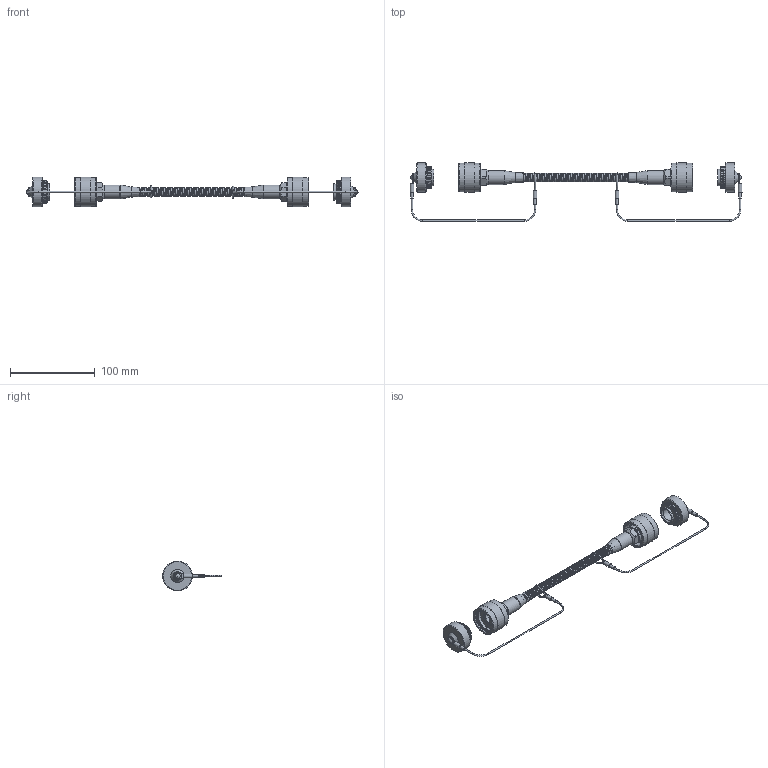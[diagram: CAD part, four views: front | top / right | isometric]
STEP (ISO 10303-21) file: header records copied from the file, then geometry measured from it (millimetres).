
FILE_DESCRIPTION (( 'STEP AP214' ), '1' );
FILE_NAME ('TRD8RGMT2.STEP', '2018-04-06T15:04:44', ( '' ), ( '' ), 'SwSTEP 2.0', 'SolidWorks 2017', '' );
FILE_SCHEMA (( 'AUTOMOTIVE_DESIGN' ));
Length unit declared in the file: inch
Products named in the file (15): ECRU4201U00_NO LANYARD; 3AB10-036; ECRA0211UB0; 3AB10-035-MA5; 3AB10-035-MA4; 3AB10-035-MA3; 3AB10-035-MA2; 3AB10-035-MA1; 3AB10-035; 1AL03-103; TRD8RGMT2; 3AB10-036-MA5; 3AC13-001(OD10xID8mm); TRD8RGMT-S1-MA1; ECRA4211UB0_NO LANYARD
Assembly tree (17 placements, depth 4):
  TRD8RGMT2
    1AL03-103
    ECRA4211UB0_NO LANYARD  x2
      ECRA0211UB0
        3AB10-035
        3AB10-035-MA1
        3AB10-035-MA2
        3AB10-035-MA3
        3AB10-035-MA4
        3AB10-035-MA5
      ECRU4201U00_NO LANYARD
        3AB10-036
    TRD8RGMT-S1-MA1  x2
    3AC13-001(OD10xID8mm)
    3AB10-036-MA5  x2
Bounding box: 392.01 x 69.33 x 35.15 mm (x, y, z)
Volume: 73745.7 mm3; surface area: 73453.8 mm2
Topology: 26 solids, 26 shells, 543 faces, 1200 edges, 758 vertices
Faces by surface type: cylinder 215, plane 200, cone 70, bspline 44, torus 14
Full cylindrical faces by diameter (mm): 1.524 x2, 1.702 x6, 3.302 x2, 3.381 x2, 3.428 x2, 3.429 x2, 3.556 x2, 4.58 x2, 4.699 x2, 7.645 x1, 8.4 x1, 8.908 x54, 8.992 x2, 9.144 x2, 10.414 x2, 10.49 x2, 11.532 x2, 13.081 x4, 13.716 x2, 14.63 x2, 15.037 x2, 15.24 x2, 15.748 x2, 15.875 x2, 16.104 x2, 16.205 x2, 16.383 x4, 16.51 x2, 17.5 x4, 17.78 x2
Entity records: 21985 total; most frequent: CARTESIAN_POINT 16165, DIRECTION 1026, ORIENTED_EDGE 814, AXIS2_PLACEMENT_3D 460, EDGE_CURVE 407, EDGE_LOOP 386, FACE_OUTER_BOUND 309, VERTEX_POINT 303
